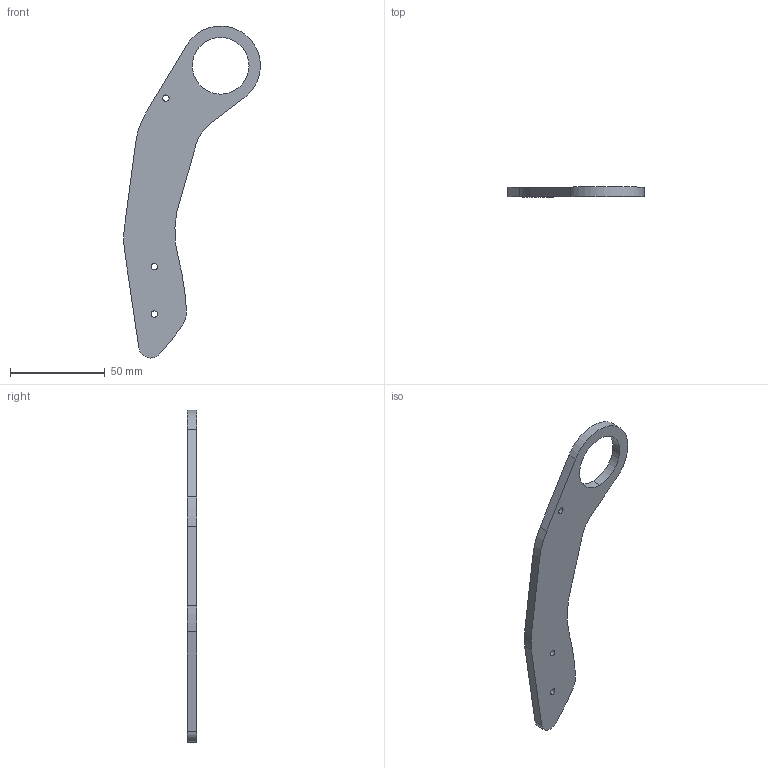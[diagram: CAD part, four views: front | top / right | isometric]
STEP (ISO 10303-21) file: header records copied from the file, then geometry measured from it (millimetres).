
FILE_DESCRIPTION (( 'STEP AP203' ), '1' );
FILE_NAME ('Finger X2.STEP', '2020-04-06T06:53:13', ( '' ), ( '' ), 'SwSTEP 2.0', 'SolidWorks 2019', '' );
FILE_SCHEMA (( 'CONFIG_CONTROL_DESIGN' ));
Length unit declared in the file: millimetre
Products named in the file (1): Finger X2
Bounding box: 72.07 x 5 x 175.15 mm (x, y, z)
Volume: 23542.3 mm3; surface area: 12094.3 mm2
Topology: 1 solids, 1 shells, 25 faces, 69 edges, 46 vertices
Faces by surface type: cylinder 18, plane 7
Entity records: 912 total; most frequent: DIRECTION 157, CARTESIAN_POINT 141, ORIENTED_EDGE 138, EDGE_CURVE 69, AXIS2_PLACEMENT_3D 62, VERTEX_POINT 46, CIRCLE 36, LINE 33
